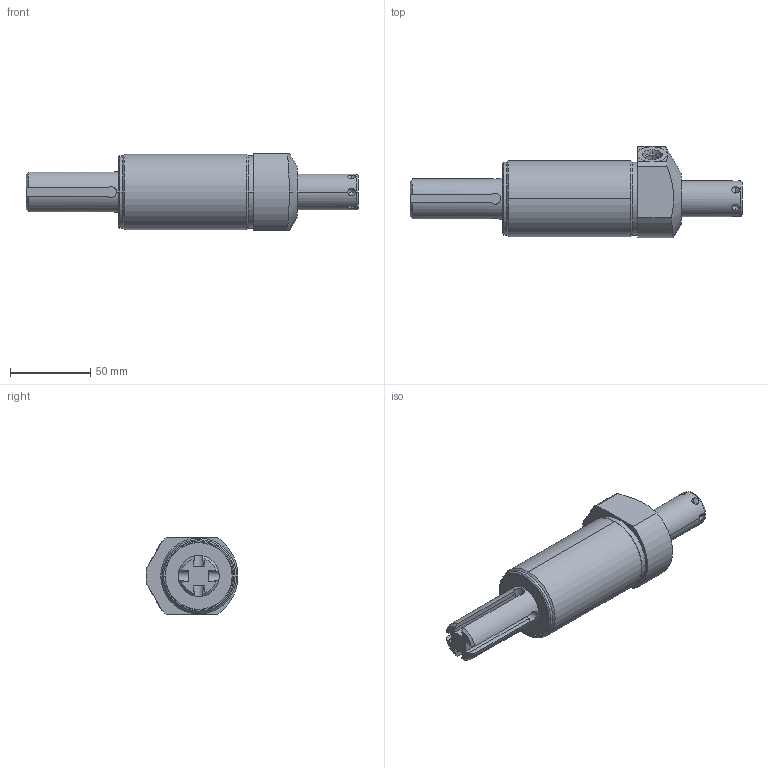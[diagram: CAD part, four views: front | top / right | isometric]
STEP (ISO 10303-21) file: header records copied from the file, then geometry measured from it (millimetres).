
FILE_DESCRIPTION((''),'2;1');
FILE_NAME('ILC14021301RPS','2020-07-03T',('jweaver'),(''),'PRO/ENGINEER BY PARAMETRIC TECHNOLOGY CORPORATION, 2013320','PRO/ENGINEER BY PARAMETRIC TECHNOLOGY CORPORATION, 2013320','');
FILE_SCHEMA(('AUTOMOTIVE_DESIGN { 1 0 10303 214 1 1 1 1 }'));
Length unit declared in the file: inch
Products named in the file (1): ILC14021301RPS
Bounding box: 206.55 x 57.15 x 47.37 mm (x, y, z)
Volume: 233484.4 mm3; surface area: 33903.1 mm2
Topology: 1 solids, 2 shells, 120 faces, 316 edges, 197 vertices
Faces by surface type: plane 50, cone 34, cylinder 34, torus 2
Entity records: 5159 total; most frequent: CARTESIAN_POINT 1066, ORIENTED_EDGE 600, DIRECTION 596, PRESENTATION_STYLE_ASSIGNMENT 313, STYLED_ITEM 304, CURVE_STYLE 302, EDGE_CURVE 302, AXIS2_PLACEMENT_3D 221
